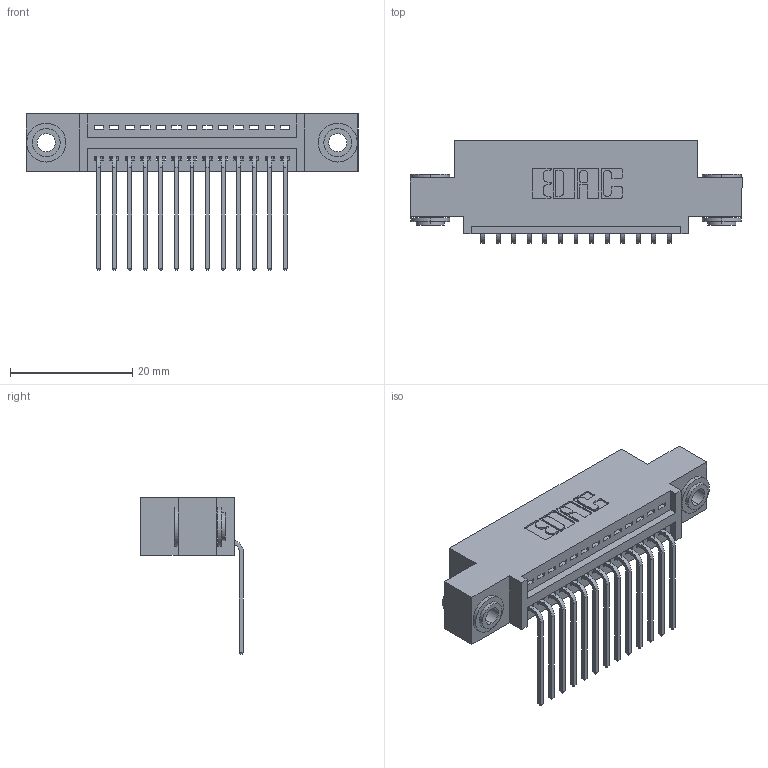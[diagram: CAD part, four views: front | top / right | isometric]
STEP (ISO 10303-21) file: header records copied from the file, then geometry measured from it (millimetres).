
FILE_DESCRIPTION (( 'STEP AP203' ), '1' );
FILE_NAME ('395-013-559-403.STEP', '2019-10-16T03:33:55', ( '' ), ( '' ), 'SwSTEP 2.0', 'SolidWorks 2016', '' );
FILE_SCHEMA (( 'CONFIG_CONTROL_DESIGN' ));
Length unit declared in the file: inch
Products named in the file (4): 345-292-001_558 559 Tail - 1; 395-013-559-403; 345 Part_0.110 Offset - 0.156 Dia-TH; 345-250-002_345-250-002-102
Assembly tree (16 placements, depth 2):
  395-013-559-403
    345 Part_0.110 Offset - 0.156 Dia-TH
    345-292-001_558 559 Tail - 1  x13
    345-250-002_345-250-002-102  x2
Bounding box: 54.23 x 16.75 x 25.53 mm (x, y, z)
Volume: 4902.5 mm3; surface area: 6671.7 mm2
Topology: 16 solids, 16 shells, 948 faces, 2795 edges, 1842 vertices
Faces by surface type: plane 640, cylinder 300, cone 8
Entity records: 14554 total; most frequent: CARTESIAN_POINT 2502, ORIENTED_EDGE 2442, DIRECTION 2257, EDGE_CURVE 1221, LINE 1013, VECTOR 1013, VERTEX_POINT 810, AXIS2_PLACEMENT_3D 622
